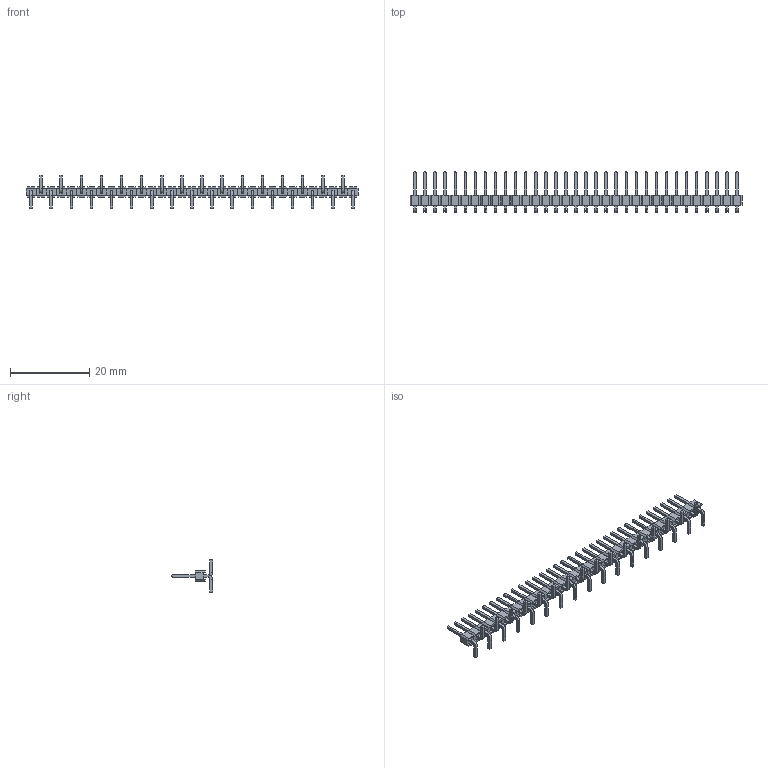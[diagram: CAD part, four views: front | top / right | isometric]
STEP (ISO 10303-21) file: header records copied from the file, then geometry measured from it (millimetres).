
FILE_DESCRIPTION (( 'STEP AP214' ), '1' );
FILE_NAME ('PLS-33SMD.STEP', '2019-07-03T10:33:33', ( '' ), ( '' ), 'SwSTEP 2.0', 'SolidWorks 2018', '' );
FILE_SCHEMA (( 'AUTOMOTIVE_DESIGN' ));
Length unit declared in the file: millimetre
Products named in the file (2): PLS-33SMD; PLS_SMD
Assembly tree (33 placements, depth 2):
  PLS-33SMD
    PLS_SMD  x33
Bounding box: 83.82 x 10.36 x 8.54 mm (x, y, z)
Volume: 594.3 mm3; surface area: 2193 mm2
Topology: 33 solids, 33 shells, 1320 faces, 2904 edges, 1716 vertices
Faces by surface type: plane 1254, cylinder 66
Entity records: 1818 total; most frequent: DIRECTION 244, CARTESIAN_POINT 216, ORIENTED_EDGE 176, EDGE_CURVE 88, VECTOR 84, LINE 84, AXIS2_PLACEMENT_3D 80, VERTEX_POINT 52
